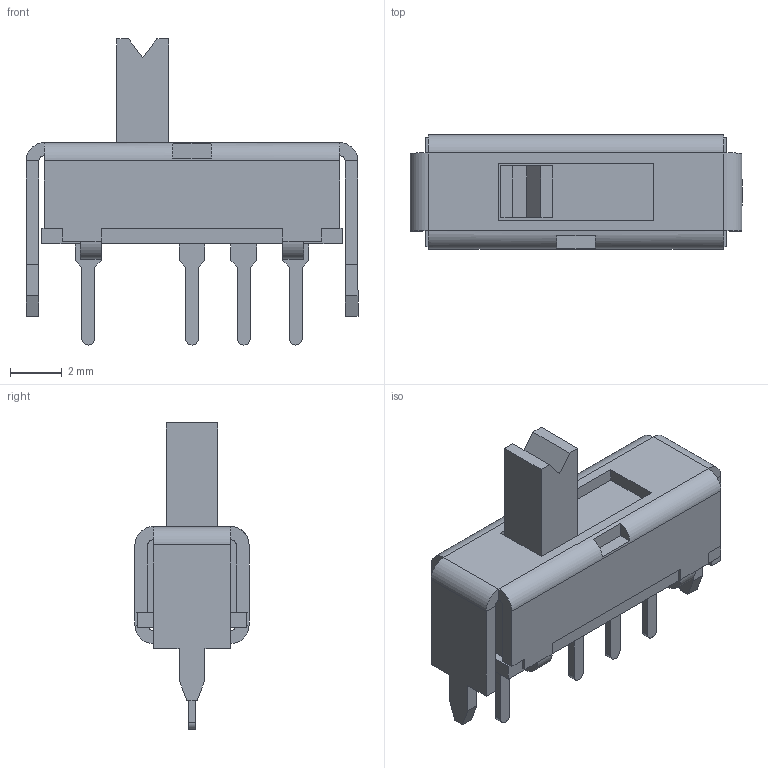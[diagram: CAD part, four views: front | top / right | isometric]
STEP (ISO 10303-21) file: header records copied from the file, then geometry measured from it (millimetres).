
FILE_DESCRIPTION (( 'STEP AP214' ), '1' );
FILE_NAME ('SW-TH_SS13D07VG4.step', '2022-07-26T17:33:24', ( '' ), ( '' ), 'SwSTEP 2.0', 'SolidWorks 2020', '' );
FILE_SCHEMA (( 'AUTOMOTIVE_DESIGN' ));
Length unit declared in the file: millimetre
Products named in the file (1): SW-TH_SS13D07VG4
Bounding box: 12.8 x 4.4 x 11.8 mm (x, y, z)
Volume: 220.1 mm3; surface area: 387.5 mm2
Topology: 14 solids, 14 shells, 467 faces, 1223 edges, 798 vertices
Faces by surface type: plane 325, bspline 112, cylinder 30
Entity records: 19974 total; most frequent: CARTESIAN_POINT 4593, ORIENTED_EDGE 2446, DIRECTION 1769, EDGE_CURVE 1223, VECTOR 933, LINE 933, VERTEX_POINT 798, EDGE_LOOP 493
